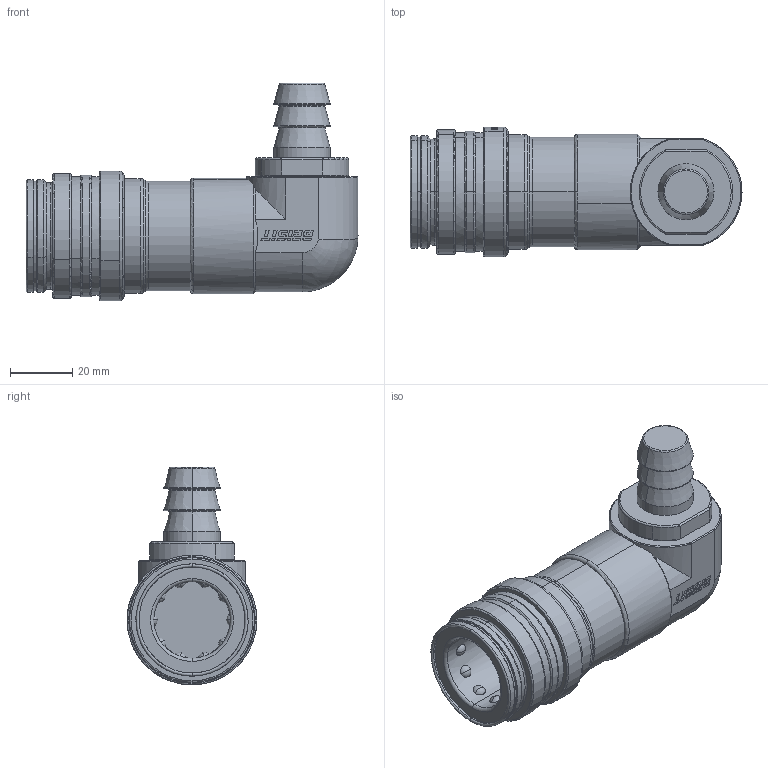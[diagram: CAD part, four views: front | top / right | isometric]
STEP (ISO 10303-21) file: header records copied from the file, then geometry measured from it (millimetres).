
FILE_DESCRIPTION (( 'STEP AP203' ), '1' );
FILE_NAME ('TPP 12S H16 AL-FV-90.STEP', '2025-01-21T00:59:41', ( 'Windows 蚚誧' ), ( '' ), 'SwSTEP 2.0', 'SolidWorks 2023', '' );
FILE_SCHEMA (( 'CONFIG_CONTROL_DESIGN' ));
Length unit declared in the file: millimetre
Products named in the file (1): TPP 12S H16 AL-FV-90
Bounding box: 106.4 x 41.59 x 69.8 mm (x, y, z)
Volume: 111913.3 mm3; surface area: 19274.5 mm2
Topology: 1 solids, 1 shells, 571 faces, 1430 edges, 935 vertices
Faces by surface type: plane 259, bspline 148, cylinder 76, torus 50, sphere 20, cone 18
Entity records: 20977 total; most frequent: CARTESIAN_POINT 8760, ORIENTED_EDGE 2856, DIRECTION 1932, EDGE_CURVE 1428, VERTEX_POINT 935, AXIS2_PLACEMENT_3D 723, EDGE_LOOP 647, ADVANCED_FACE 571
